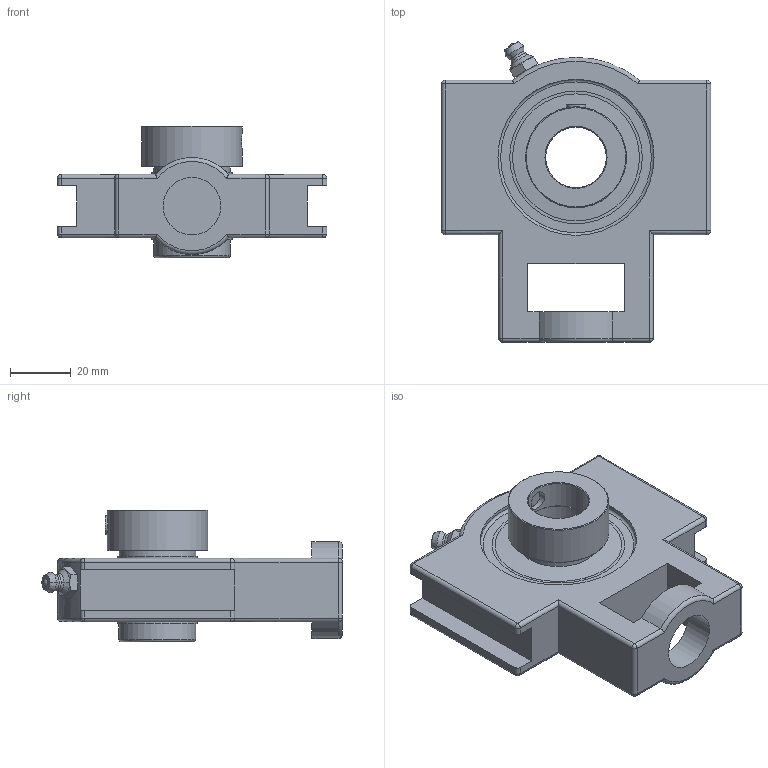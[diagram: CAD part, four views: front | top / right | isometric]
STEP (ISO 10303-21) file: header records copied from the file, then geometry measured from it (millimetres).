
FILE_DESCRIPTION(('HOOPS Exchange Step'),'2;1');
FILE_NAME('export-4CB299C7-4C84-46B7-8E06-D7912BDCF76B.stp','2019-12-18T08:11:01-08:00',('ibuslach'),('Alibre'),'HOOPS Exchange 2019.2','Alibre','Unknown authorisation');
FILE_SCHEMA( ('AP242_MANAGED_MODEL_BASED_3D_ENGINEERING_MIM_LF {1 0 10303 442 1 1 4 }') );
Length unit declared in the file: centimetre
Products named in the file (8): MRN ST 204; UCP ZERK 6mm; SHC 204-12 SHIELD; SHC 204 RACE; SHC 204 COLLAR; SHC 204 SS; MRN SHC 204; MRN SHCT 204
Assembly tree (7 placements, depth 3):
  MRN SHCT 204
    MRN ST 204
    UCP ZERK 6mm
    MRN SHC 204
      SHC 204-12 SHIELD
      SHC 204 RACE
      SHC 204 COLLAR
      SHC 204 SS
Bounding box: 89 x 99.19 x 43.51 mm (x, y, z)
Volume: 102941.3 mm3; surface area: 43507.5 mm2
Topology: 14 solids, 14 shells, 206 faces, 531 edges, 324 vertices
Faces by surface type: cylinder 75, plane 63, sphere 27, cone 19, torus 18, bspline 4
Full cylindrical faces by diameter (mm): 1.505 x2, 6 x2, 6.35 x3, 19 x1, 20 x2, 23.368 x2, 25.4 x4, 26.416 x2, 33.3 x1, 38.1 x2, 41.91 x4, 51.553 x2
Entity records: 9226 total; most frequent: CARTESIAN_POINT 4047, DIRECTION 1119, ORIENTED_EDGE 1000, EDGE_CURVE 500, AXIS2_PLACEMENT_3D 457, VERTEX_POINT 324, EDGE_LOOP 232, FACE_BOUND 232
